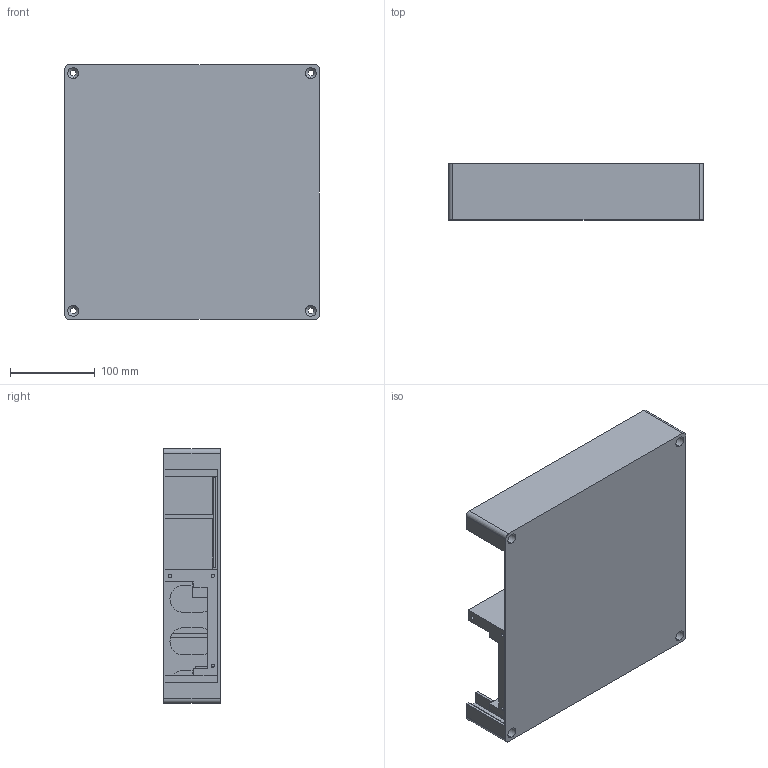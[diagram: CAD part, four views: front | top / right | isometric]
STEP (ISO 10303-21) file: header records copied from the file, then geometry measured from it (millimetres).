
FILE_DESCRIPTION (( 'STEP AP214' ), '1' );
FILE_NAME ('Bottom-Section-(v.1.2).STEP', '2025-08-08T16:10:06', ( '' ), ( '' ), 'SwSTEP 2.0', 'SolidWorks 2023', '' );
FILE_SCHEMA (( 'AUTOMOTIVE_DESIGN' ));
Length unit declared in the file: millimetre
Products named in the file (1): Bottom-Section-(v.1.2)
Bounding box: 299.99 x 66 x 300 mm (x, y, z)
Volume: 863592.5 mm3; surface area: 419819.9 mm2
Topology: 1 solids, 1 shells, 265 faces, 675 edges, 441 vertices
Faces by surface type: plane 152, cylinder 97, cone 16
Entity records: 8066 total; most frequent: DIRECTION 1409, CARTESIAN_POINT 1382, ORIENTED_EDGE 1350, EDGE_CURVE 675, VECTOR 473, LINE 473, AXIS2_PLACEMENT_3D 468, VERTEX_POINT 441
